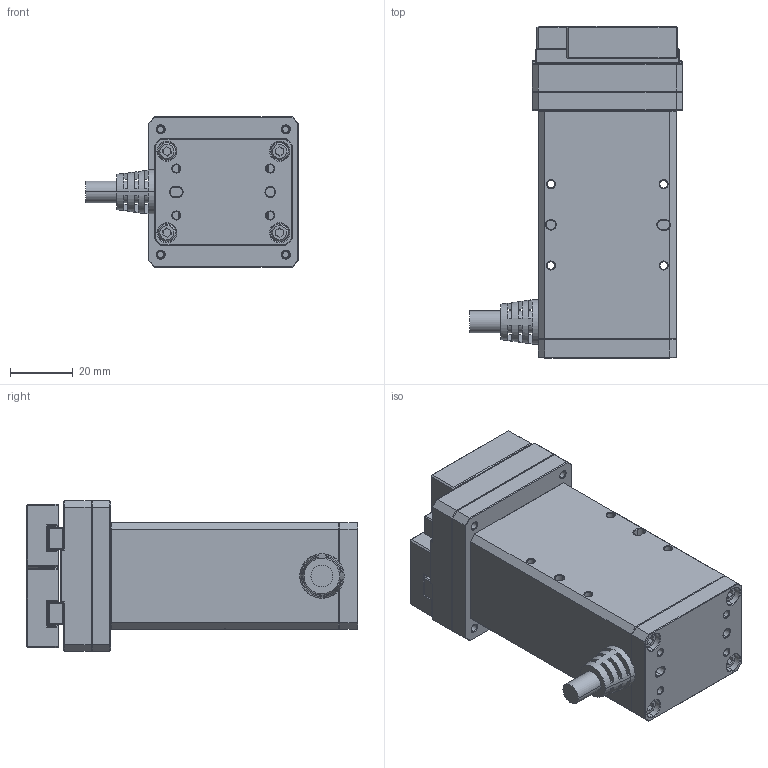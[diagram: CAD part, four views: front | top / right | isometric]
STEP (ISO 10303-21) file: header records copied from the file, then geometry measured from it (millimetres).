
FILE_DESCRIPTION (( 'STEP AP203' ), '1' );
FILE_NAME ('RM-MGBD-11-20-L Î¢ÐÍ¼Ð×¦ 1.0.STEP', '2022-05-24T11:05:51', ( '' ), ( '' ), 'SwSTEP 2.0', 'SolidWorks 2019', '' );
FILE_SCHEMA (( 'CONFIG_CONTROL_DESIGN' ));
Length unit declared in the file: millimetre
Products named in the file (11): RM-MGBD-11-20-L 峚倰標蛈 1.0; SR.step; MSL01-MGN7C 賑寢_MSL01-MGN7C-20; MSL02-MGN7C 賑輸; MSP02-MGBD007 賑輸裔; MSP01-MGBD013 萇儂嘐隅啣20_14俴最; MFT03-M3x8 埴翐囀鞠褒蹟佪; MSP01-MGBD002 萇儂褲14_14俴最酗; MSP01-MGBD014 階裔20_14俴最; MSP01-MGBD001 菁裔14_14俴最; MFT03-M2x6 埴翐囀鞠褒蹟佪
Assembly tree (33 placements, depth 2):
  RM-MGBD-11-20-L 峚倰標蛈 1.0
    MSP01-MGBD001 菁裔14_14俴最
    MSP01-MGBD014 階裔20_14俴最
    MSP01-MGBD013 萇儂嘐隅啣20_14俴最
    MSP01-MGBD002 萇儂褲14_14俴最酗
    MFT03-M3x8 埴翐囀鞠褒蹟佪  x8
    MSL01-MGN7C 賑寢_MSL01-MGN7C-20  x2
    MSL02-MGN7C 賑輸  x2
    MSP02-MGBD007 賑輸裔  x2
    MFT03-M2x6 埴翐囀鞠褒蹟佪  x14
    SR.step
Bounding box: 68 x 106 x 48 mm (x, y, z)
Volume: 70332.9 mm3; surface area: 57732.7 mm2
Topology: 33 solids, 33 shells, 1735 faces, 3896 edges, 2291 vertices
Faces by surface type: plane 949, cylinder 410, cone 376
Entity records: 29846 total; most frequent: CARTESIAN_POINT 5108, DIRECTION 5013, ORIENTED_EDGE 4542, EDGE_CURVE 2271, AXIS2_PLACEMENT_3D 1785, LINE 1443, VECTOR 1443, VERTEX_POINT 1352
